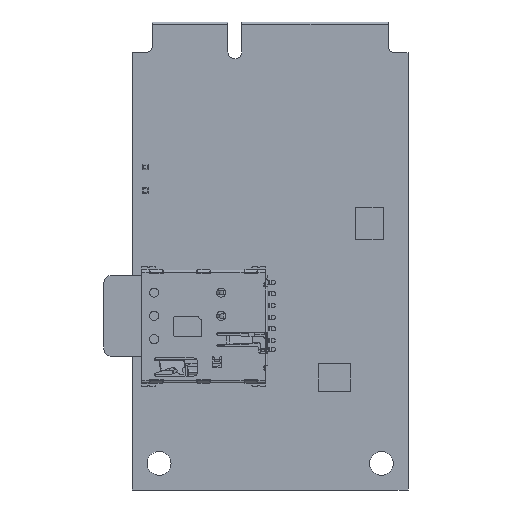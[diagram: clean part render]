
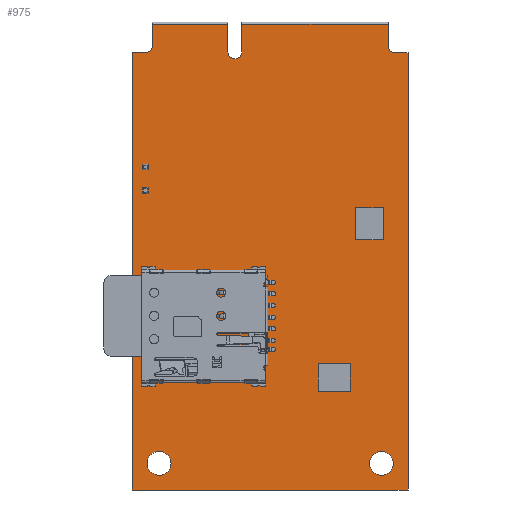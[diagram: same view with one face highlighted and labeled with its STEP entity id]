
A CAD part, front view. The second image highlights one B-rep face of the part: STEP entity #975.
In plain terms, the highlighted planar face has unit normal (0, -1, 0).
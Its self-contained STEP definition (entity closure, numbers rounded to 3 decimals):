
#23=CARTESIAN_POINT('',(-12.1,0.,-48.05));
#24=DIRECTION('',(0.,-1.,0.));
#25=DIRECTION('',(1.,0.,0.));
#26=AXIS2_PLACEMENT_3D('',#23,#24,#25);
#32=CARTESIAN_POINT('',(-12.1,0.,-48.05));
#33=DIRECTION('',(0.,-1.,0.));
#34=DIRECTION('',(-1.,0.,0.));
#35=AXIS2_PLACEMENT_3D('',#32,#33,#34);
#40=CARTESIAN_POINT('',(12.1,0.,-48.05));
#41=DIRECTION('',(0.,-1.,0.));
#42=DIRECTION('',(1.,0.,0.));
#43=AXIS2_PLACEMENT_3D('',#40,#41,#42);
#48=CARTESIAN_POINT('',(12.1,0.,-48.05));
#49=DIRECTION('',(0.,-1.,0.));
#50=DIRECTION('',(-1.,0.,0.));
#51=AXIS2_PLACEMENT_3D('',#48,#49,#50);
#56=DIRECTION('',(-1.,0.,0.));
#57=VECTOR('',#56,15.95);
#58=CARTESIAN_POINT('',(12.85,0.,-0.25));
#59=LINE('',#58,#57);
#63=DIRECTION('',(0.,0.,-1.));
#64=VECTOR('',#63,2.4);
#65=CARTESIAN_POINT('',(12.85,0.,-0.25));
#66=LINE('',#65,#64);
#70=DIRECTION('',(1.,0.,0.));
#71=VECTOR('',#70,1.45);
#72=CARTESIAN_POINT('',(13.55,0.,-3.35));
#73=LINE('',#72,#71);
#77=DIRECTION('',(0.,0.,-1.));
#78=VECTOR('',#77,47.6);
#79=CARTESIAN_POINT('',(15.,0.,-3.35));
#80=LINE('',#79,#78);
#84=DIRECTION('',(-1.,0.,0.));
#85=VECTOR('',#84,30.);
#86=CARTESIAN_POINT('',(15.,0.,-50.95));
#87=LINE('',#86,#85);
#91=DIRECTION('',(0.,0.,1.));
#92=VECTOR('',#91,47.6);
#93=CARTESIAN_POINT('',(-15.,0.,-50.95));
#94=LINE('',#93,#92);
#98=DIRECTION('',(1.,0.,0.));
#99=VECTOR('',#98,1.45);
#100=CARTESIAN_POINT('',(-15.,0.,-3.35));
#101=LINE('',#100,#99);
#105=DIRECTION('',(0.,0.,1.));
#106=VECTOR('',#105,2.4);
#107=CARTESIAN_POINT('',(-12.85,0.,-2.65));
#108=LINE('',#107,#106);
#112=DIRECTION('',(-1.,0.,0.));
#113=VECTOR('',#112,8.25);
#114=CARTESIAN_POINT('',(-4.6,0.,-0.25));
#115=LINE('',#114,#113);
#119=DIRECTION('',(0.,0.,-1.));
#120=VECTOR('',#119,3.);
#121=CARTESIAN_POINT('',(-4.6,0.,-0.25));
#122=LINE('',#121,#120);
#126=CARTESIAN_POINT('',(-3.85,0.,-3.25));
#127=DIRECTION('',(0.,-1.,0.));
#128=DIRECTION('',(-1.,0.,0.));
#129=AXIS2_PLACEMENT_3D('',#126,#127,#128);
#134=DIRECTION('',(0.,0.,1.));
#135=VECTOR('',#134,3.);
#136=CARTESIAN_POINT('',(-3.1,0.,-3.25));
#137=LINE('',#136,#135);
#141=CARTESIAN_POINT('',(-12.,0.,-28.15));
#142=DIRECTION('',(0.,-1.,0.));
#143=DIRECTION('',(0.,0.,-1.));
#144=AXIS2_PLACEMENT_3D('',#141,#142,#143);
#149=CARTESIAN_POINT('',(-12.,0.,-28.15));
#150=DIRECTION('',(0.,-1.,0.));
#151=DIRECTION('',(0.,0.,1.));
#152=AXIS2_PLACEMENT_3D('',#149,#150,#151);
#157=CARTESIAN_POINT('',(-13.6,0.,-15.8));
#158=DIRECTION('',(0.,1.,0.));
#159=DIRECTION('',(1.,0.,0.));
#160=AXIS2_PLACEMENT_3D('',#157,#158,#159);
#165=CARTESIAN_POINT('',(-13.6,0.,-15.8));
#166=DIRECTION('',(0.,1.,0.));
#167=DIRECTION('',(-1.,0.,0.));
#168=AXIS2_PLACEMENT_3D('',#165,#166,#167);
#173=DIRECTION('',(0.,0.,1.));
#174=VECTOR('',#173,3.);
#175=CARTESIAN_POINT('',(8.7,0.,-40.2));
#176=LINE('',#175,#174);
#180=DIRECTION('',(-1.,0.,0.));
#181=VECTOR('',#180,3.5);
#182=CARTESIAN_POINT('',(8.7,0.,-37.2));
#183=LINE('',#182,#181);
#187=DIRECTION('',(0.,0.,-1.));
#188=VECTOR('',#187,3.);
#189=CARTESIAN_POINT('',(5.2,0.,-37.2));
#190=LINE('',#189,#188);
#194=DIRECTION('',(1.,0.,0.));
#195=VECTOR('',#194,3.5);
#196=CARTESIAN_POINT('',(5.2,0.,-40.2));
#197=LINE('',#196,#195);
#201=DIRECTION('',(-1.,0.,0.));
#202=VECTOR('',#201,3.);
#203=CARTESIAN_POINT('',(12.3,0.,-20.2));
#204=LINE('',#203,#202);
#208=DIRECTION('',(0.,0.,-1.));
#209=VECTOR('',#208,3.5);
#210=CARTESIAN_POINT('',(9.3,0.,-20.2));
#211=LINE('',#210,#209);
#215=DIRECTION('',(1.,0.,0.));
#216=VECTOR('',#215,3.);
#217=CARTESIAN_POINT('',(9.3,0.,-23.7));
#218=LINE('',#217,#216);
#222=DIRECTION('',(0.,0.,1.));
#223=VECTOR('',#222,3.5);
#224=CARTESIAN_POINT('',(12.3,0.,-23.7));
#225=LINE('',#224,#223);
#434=CARTESIAN_POINT('',(13.55,0.,-2.65));
#435=DIRECTION('',(0.,1.,0.));
#436=DIRECTION('',(0.,0.,-1.));
#437=AXIS2_PLACEMENT_3D('',#434,#435,#436);
#492=CARTESIAN_POINT('',(-13.55,0.,-2.65));
#493=DIRECTION('',(0.,1.,0.));
#494=DIRECTION('',(1.,0.,0.));
#495=AXIS2_PLACEMENT_3D('',#492,#493,#494);
#760=CARTESIAN_POINT('',(-10.8,0.,-48.05));
#761=CARTESIAN_POINT('',(-13.4,0.,-48.05));
#762=VERTEX_POINT('',#760);
#763=VERTEX_POINT('',#761);
#764=CARTESIAN_POINT('',(13.4,0.,-48.05));
#765=CARTESIAN_POINT('',(10.8,0.,-48.05));
#766=VERTEX_POINT('',#764);
#767=VERTEX_POINT('',#765);
#768=CARTESIAN_POINT('',(-15.,0.,-50.95));
#769=CARTESIAN_POINT('',(-15.,0.,-3.35));
#770=VERTEX_POINT('',#768);
#771=VERTEX_POINT('',#769);
#772=CARTESIAN_POINT('',(-4.6,0.,-3.25));
#773=CARTESIAN_POINT('',(-3.1,0.,-3.25));
#774=VERTEX_POINT('',#772);
#775=VERTEX_POINT('',#773);
#776=CARTESIAN_POINT('',(15.,0.,-3.35));
#777=CARTESIAN_POINT('',(15.,0.,-50.95));
#778=VERTEX_POINT('',#776);
#779=VERTEX_POINT('',#777);
#800=CARTESIAN_POINT('',(13.55,0.,-3.35));
#802=VERTEX_POINT('',#800);
#804=CARTESIAN_POINT('',(12.85,0.,-2.65));
#806=VERTEX_POINT('',#804);
#808=CARTESIAN_POINT('',(-12.85,0.,-2.65));
#810=VERTEX_POINT('',#808);
#812=CARTESIAN_POINT('',(-13.55,0.,-3.35));
#814=VERTEX_POINT('',#812);
#824=CARTESIAN_POINT('',(-3.1,0.,-0.25));
#826=VERTEX_POINT('',#824);
#830=CARTESIAN_POINT('',(12.85,0.,-0.25));
#831=VERTEX_POINT('',#830);
#832=CARTESIAN_POINT('',(-12.85,0.,-0.25));
#834=VERTEX_POINT('',#832);
#838=CARTESIAN_POINT('',(-4.6,0.,-0.25));
#839=VERTEX_POINT('',#838);
#848=CARTESIAN_POINT('',(-13.45,0.,-15.8));
#849=CARTESIAN_POINT('',(-13.75,0.,-15.8));
#850=VERTEX_POINT('',#848);
#851=VERTEX_POINT('',#849);
#872=CARTESIAN_POINT('',(8.7,0.,-40.2));
#873=CARTESIAN_POINT('',(8.7,0.,-37.2));
#874=VERTEX_POINT('',#872);
#875=VERTEX_POINT('',#873);
#876=CARTESIAN_POINT('',(5.2,0.,-37.2));
#877=VERTEX_POINT('',#876);
#878=CARTESIAN_POINT('',(5.2,0.,-40.2));
#879=VERTEX_POINT('',#878);
#880=CARTESIAN_POINT('',(12.3,0.,-20.2));
#881=CARTESIAN_POINT('',(9.3,0.,-20.2));
#882=VERTEX_POINT('',#880);
#883=VERTEX_POINT('',#881);
#884=CARTESIAN_POINT('',(9.3,0.,-23.7));
#885=VERTEX_POINT('',#884);
#886=CARTESIAN_POINT('',(12.3,0.,-23.7));
#887=VERTEX_POINT('',#886);
#888=CARTESIAN_POINT('',(-12.,0.,-28.45));
#889=CARTESIAN_POINT('',(-12.,0.,-27.85));
#890=VERTEX_POINT('',#888);
#891=VERTEX_POINT('',#889);
#896=CARTESIAN_POINT('',(0.,0.,0.));
#897=DIRECTION('',(0.,1.,0.));
#898=DIRECTION('',(1.,0.,0.));
#899=AXIS2_PLACEMENT_3D('',#896,#897,#898);
#900=PLANE('',#899);
#902=ORIENTED_EDGE('',*,*,#901,.F.);
#904=ORIENTED_EDGE('',*,*,#903,.T.);
#906=ORIENTED_EDGE('',*,*,#905,.F.);
#908=ORIENTED_EDGE('',*,*,#907,.T.);
#910=ORIENTED_EDGE('',*,*,#909,.T.);
#912=ORIENTED_EDGE('',*,*,#911,.T.);
#914=ORIENTED_EDGE('',*,*,#913,.T.);
#916=ORIENTED_EDGE('',*,*,#915,.T.);
#918=ORIENTED_EDGE('',*,*,#917,.F.);
#920=ORIENTED_EDGE('',*,*,#919,.T.);
#922=ORIENTED_EDGE('',*,*,#921,.F.);
#924=ORIENTED_EDGE('',*,*,#923,.T.);
#926=ORIENTED_EDGE('',*,*,#925,.T.);
#928=ORIENTED_EDGE('',*,*,#927,.T.);
#929=EDGE_LOOP('',(#902,#904,#906,#908,#910,#912,#914,#916,#918,#920,#922,#924,
#926,#928));
#930=FACE_OUTER_BOUND('',#929,.F.);
#932=ORIENTED_EDGE('',*,*,#931,.T.);
#934=ORIENTED_EDGE('',*,*,#933,.T.);
#935=EDGE_LOOP('',(#932,#934));
#936=FACE_BOUND('',#935,.F.);
#938=ORIENTED_EDGE('',*,*,#937,.T.);
#940=ORIENTED_EDGE('',*,*,#939,.T.);
#941=EDGE_LOOP('',(#938,#940));
#942=FACE_BOUND('',#941,.F.);
#944=ORIENTED_EDGE('',*,*,#943,.T.);
#946=ORIENTED_EDGE('',*,*,#945,.T.);
#947=EDGE_LOOP('',(#944,#946));
#948=FACE_BOUND('',#947,.F.);
#950=ORIENTED_EDGE('',*,*,#949,.F.);
#952=ORIENTED_EDGE('',*,*,#951,.F.);
#953=EDGE_LOOP('',(#950,#952));
#954=FACE_BOUND('',#953,.F.);
#956=ORIENTED_EDGE('',*,*,#955,.T.);
#958=ORIENTED_EDGE('',*,*,#957,.T.);
#960=ORIENTED_EDGE('',*,*,#959,.T.);
#962=ORIENTED_EDGE('',*,*,#961,.T.);
#963=EDGE_LOOP('',(#956,#958,#960,#962));
#964=FACE_BOUND('',#963,.F.);
#966=ORIENTED_EDGE('',*,*,#965,.T.);
#968=ORIENTED_EDGE('',*,*,#967,.T.);
#970=ORIENTED_EDGE('',*,*,#969,.T.);
#972=ORIENTED_EDGE('',*,*,#971,.T.);
#973=EDGE_LOOP('',(#966,#968,#970,#972));
#974=FACE_BOUND('',#973,.F.);
#27=CIRCLE('',#26,1.3);
#36=CIRCLE('',#35,1.3);
#44=CIRCLE('',#43,1.3);
#52=CIRCLE('',#51,1.3);
#130=CIRCLE('',#129,0.75);
#145=CIRCLE('',#144,0.3);
#153=CIRCLE('',#152,0.3);
#161=CIRCLE('',#160,0.15);
#169=CIRCLE('',#168,0.15);
#438=CIRCLE('',#437,0.7);
#496=CIRCLE('',#495,0.7);
#901=EDGE_CURVE('',#831,#826,#59,.T.);
#903=EDGE_CURVE('',#831,#806,#66,.T.);
#905=EDGE_CURVE('',#802,#806,#438,.T.);
#907=EDGE_CURVE('',#802,#778,#73,.T.);
#909=EDGE_CURVE('',#778,#779,#80,.T.);
#911=EDGE_CURVE('',#779,#770,#87,.T.);
#913=EDGE_CURVE('',#770,#771,#94,.T.);
#915=EDGE_CURVE('',#771,#814,#101,.T.);
#917=EDGE_CURVE('',#810,#814,#496,.T.);
#919=EDGE_CURVE('',#810,#834,#108,.T.);
#921=EDGE_CURVE('',#839,#834,#115,.T.);
#923=EDGE_CURVE('',#839,#774,#122,.T.);
#925=EDGE_CURVE('',#774,#775,#130,.T.);
#927=EDGE_CURVE('',#775,#826,#137,.T.);
#931=EDGE_CURVE('',#766,#767,#44,.T.);
#933=EDGE_CURVE('',#767,#766,#52,.T.);
#937=EDGE_CURVE('',#762,#763,#27,.T.);
#939=EDGE_CURVE('',#763,#762,#36,.T.);
#943=EDGE_CURVE('',#890,#891,#145,.T.);
#945=EDGE_CURVE('',#891,#890,#153,.T.);
#949=EDGE_CURVE('',#850,#851,#161,.T.);
#951=EDGE_CURVE('',#851,#850,#169,.T.);
#955=EDGE_CURVE('',#874,#875,#176,.T.);
#957=EDGE_CURVE('',#875,#877,#183,.T.);
#959=EDGE_CURVE('',#877,#879,#190,.T.);
#961=EDGE_CURVE('',#879,#874,#197,.T.);
#965=EDGE_CURVE('',#882,#883,#204,.T.);
#967=EDGE_CURVE('',#883,#885,#211,.T.);
#969=EDGE_CURVE('',#885,#887,#218,.T.);
#971=EDGE_CURVE('',#887,#882,#225,.T.);
#975=ADVANCED_FACE('',(#930,#936,#942,#948,#954,#964,#974),#900,.F.);
